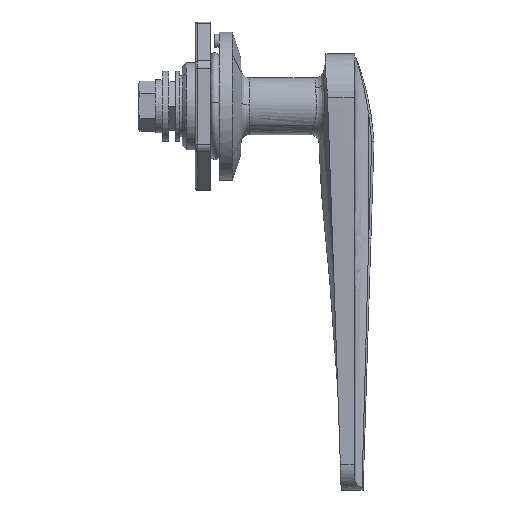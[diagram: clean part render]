
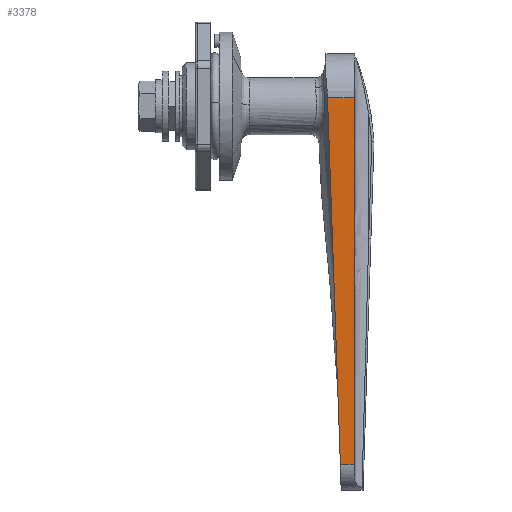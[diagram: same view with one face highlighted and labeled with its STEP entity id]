
A CAD part, left-side view. The second image highlights one B-rep face of the part: STEP entity #3378.
In plain terms, the highlighted free-form (B-spline) face has degree [3, 3] with [4, 6] control points.
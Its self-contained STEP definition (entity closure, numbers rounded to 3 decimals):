
#3055=CARTESIAN_POINT('',(-19.852,9.942,1.94));
#3056=VERTEX_POINT('',#3055);
#3106=CARTESIAN_POINT('',(-26.,9.942,1.94));
#3107=VERTEX_POINT('',#3106);
#3108=CARTESIAN_POINT('',(-26.,9.942,1.94));
#3109=CARTESIAN_POINT('',(-19.852,9.942,1.94));
#3110=QUASI_UNIFORM_CURVE('',1,(#3108,#3109),.UNSPECIFIED.,.F.,.U.);
#3111=EDGE_CURVE('',#3107,#3056,#3110,.T.);
#3307=CARTESIAN_POINT('',(-19.852,9.942,1.94));
#3308=CARTESIAN_POINT('',(-21.901,9.942,1.94));
#3309=CARTESIAN_POINT('',(-23.951,9.942,1.94));
#3310=CARTESIAN_POINT('',(-26.,9.942,1.94));
#3311=CARTESIAN_POINT('',(-19.875,9.934,1.294));
#3312=CARTESIAN_POINT('',(-21.916,9.934,1.294));
#3313=CARTESIAN_POINT('',(-23.958,9.934,1.294));
#3314=CARTESIAN_POINT('',(-26.,9.934,1.294));
#3315=CARTESIAN_POINT('',(-20.366,9.74,-12.75));
#3316=CARTESIAN_POINT('',(-22.244,9.74,-12.75));
#3317=CARTESIAN_POINT('',(-24.122,9.74,-12.75));
#3318=CARTESIAN_POINT('',(-26.,9.74,-12.75));
#3319=CARTESIAN_POINT('',(-21.346,8.032,-40.743));
#3320=CARTESIAN_POINT('',(-22.897,8.032,-40.743));
#3321=CARTESIAN_POINT('',(-24.449,8.032,-40.743));
#3322=CARTESIAN_POINT('',(-26.,8.032,-40.743));
#3323=CARTESIAN_POINT('',(-22.303,6.09,-68.089));
#3324=CARTESIAN_POINT('',(-23.535,6.09,-68.089));
#3325=CARTESIAN_POINT('',(-24.768,6.09,-68.089));
#3326=CARTESIAN_POINT('',(-26.,6.09,-68.089));
#3327=CARTESIAN_POINT('',(-22.791,6.001,-82.038));
#3328=CARTESIAN_POINT('',(-23.861,6.001,-82.038));
#3329=CARTESIAN_POINT('',(-24.93,6.001,-82.038));
#3330=CARTESIAN_POINT('',(-26.,6.001,-82.038));
#3331=B_SPLINE_SURFACE_WITH_KNOTS('',3,3,((#3307,#3311,#3315,#3319,#3323,#3327),(#3308,#3312,#3316,#3320,#3324,#3328),(#3309,#3313,#3317,#3321,#3325,#3329),(#3310,#3314,#3318,#3322,#3326,#3330)),.UNSPECIFIED.,.F.,.F.,.U.,(4,4),(4,1,1,4),(0.0,6.148),(0.0,1.946,42.247,84.213),.UNSPECIFIED.);
#3332=CARTESIAN_POINT('',(-21.327,8.0,-40.19));
#3333=VERTEX_POINT('',#3332);
#3334=CARTESIAN_POINT('',(-22.791,6.001,-82.038));
#3335=VERTEX_POINT('',#3334);
#3336=CARTESIAN_POINT('',(-21.327,8.0,-40.19));
#3337=CARTESIAN_POINT('',(-21.815,7.08,-54.139));
#3338=CARTESIAN_POINT('',(-22.303,6.09,-68.089));
#3339=CARTESIAN_POINT('',(-22.791,6.001,-82.038));
#3340=B_SPLINE_CURVE_WITH_KNOTS('',3,(#3336,#3337,#3338,#3339),.UNSPECIFIED.,.F.,.U.,(4,4),(0.522,0.94),.UNSPECIFIED.);
#3341=EDGE_CURVE('',#3333,#3335,#3340,.T.);
#3342=ORIENTED_EDGE('',*,*,#3341,.T.);
#3343=CARTESIAN_POINT('',(-26.,6.001,-82.038));
#3344=VERTEX_POINT('',#3343);
#3345=CARTESIAN_POINT('',(-22.791,6.001,-82.038));
#3346=CARTESIAN_POINT('',(-26.,6.001,-82.038));
#3347=QUASI_UNIFORM_CURVE('',1,(#3345,#3346),.UNSPECIFIED.,.F.,.U.);
#3348=EDGE_CURVE('',#3335,#3344,#3347,.T.);
#3349=ORIENTED_EDGE('',*,*,#3348,.T.);
#3350=CARTESIAN_POINT('',(-26.,9.942,1.94));
#3351=CARTESIAN_POINT('',(-26.,9.934,1.294));
#3352=CARTESIAN_POINT('',(-26.,9.74,-12.75));
#3353=CARTESIAN_POINT('',(-26.,8.032,-40.743));
#3354=CARTESIAN_POINT('',(-26.,6.09,-68.089));
#3355=CARTESIAN_POINT('',(-26.,6.001,-82.038));
#3356=B_SPLINE_CURVE_WITH_KNOTS('',3,(#3350,#3351,#3352,#3353,#3354,#3355),.UNSPECIFIED.,.F.,.U.,(4,1,1,4),(0.101,0.12,0.522,0.94),.UNSPECIFIED.);
#3357=EDGE_CURVE('',#3107,#3344,#3356,.T.);
#3358=ORIENTED_EDGE('',*,*,#3357,.F.);
#3359=ORIENTED_EDGE('',*,*,#3111,.T.);
#3360=CARTESIAN_POINT('',(-19.92,9.915,0.));
#3361=VERTEX_POINT('',#3360);
#3362=CARTESIAN_POINT('',(-19.852,9.942,1.94));
#3363=CARTESIAN_POINT('',(-19.875,9.934,1.294));
#3364=CARTESIAN_POINT('',(-19.897,9.925,0.647));
#3365=CARTESIAN_POINT('',(-19.92,9.915,0.));
#3366=B_SPLINE_CURVE_WITH_KNOTS('',3,(#3362,#3363,#3364,#3365),.UNSPECIFIED.,.F.,.U.,(4,4),(0.101,0.12),.UNSPECIFIED.);
#3367=EDGE_CURVE('',#3056,#3361,#3366,.T.);
#3368=ORIENTED_EDGE('',*,*,#3367,.T.);
#3369=CARTESIAN_POINT('',(-19.92,9.915,0.));
#3370=CARTESIAN_POINT('',(-20.389,9.7,-13.397));
#3371=CARTESIAN_POINT('',(-20.858,8.883,-26.793));
#3372=CARTESIAN_POINT('',(-21.327,8.0,-40.19));
#3373=B_SPLINE_CURVE_WITH_KNOTS('',3,(#3369,#3370,#3371,#3372),.UNSPECIFIED.,.F.,.U.,(4,4),(0.12,0.522),.UNSPECIFIED.);
#3374=EDGE_CURVE('',#3361,#3333,#3373,.T.);
#3375=ORIENTED_EDGE('',*,*,#3374,.T.);
#3376=EDGE_LOOP('',(#3342,#3349,#3358,#3359,#3368,#3375));
#3377=FACE_OUTER_BOUND('',#3376,.T.);
#3378=ADVANCED_FACE('',(#3377),#3331,.F.);
